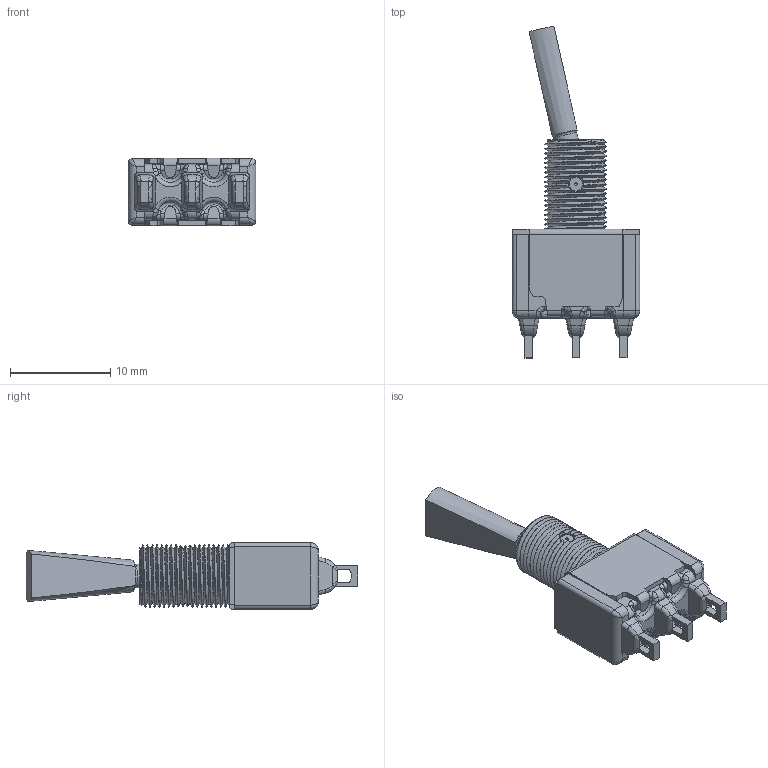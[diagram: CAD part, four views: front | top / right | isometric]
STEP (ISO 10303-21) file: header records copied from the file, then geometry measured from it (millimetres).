
FILE_DESCRIPTION(/* description */ ('STEP AP214'),/* implementation_level */ '2;1');
FILE_NAME(/* name */ '7101P3YZBE',/* time_stamp */ '2023-04-27T22:14:09+02:00',/* author */ ('License CC BY-ND 4.0'),/* organization */ ('CADENAS'),/* preprocessor_version */ 'ST-DEVELOPER v19.3',/* originating_system */ 'PARTsolutions',/* authorisation */ ' ');
FILE_SCHEMA (('AUTOMOTIVE_DESIGN {1 0 10303 214 3 1 1}'));
Length unit declared in the file: inch
Products named in the file (2): 7101P3YZBE; 7101P3YZBE_PART1
Assembly tree (1 placements, depth 2):
  7101P3YZBE
    7101P3YZBE_PART1
Bounding box: 12.7 x 33.05 x 6.76 mm (x, y, z)
Volume: 697.8 mm3; surface area: 2035.5 mm2
Topology: 1 solids, 1 shells, 973 faces, 2828 edges, 1814 vertices
Faces by surface type: plane 555, cylinder 203, bspline 165, cone 44, torus 6
Full cylindrical faces by diameter (mm): 1.232 x2, 1.321 x4, 1.587 x3, 2.388 x1, 4.039 x1
Entity records: 41702 total; most frequent: CARTESIAN_POINT 17520, ORIENTED_EDGE 5572, DIRECTION 4234, EDGE_CURVE 2786, VERTEX_POINT 1799, LINE 1724, VECTOR 1724, AXIS2_PLACEMENT_3D 1255
